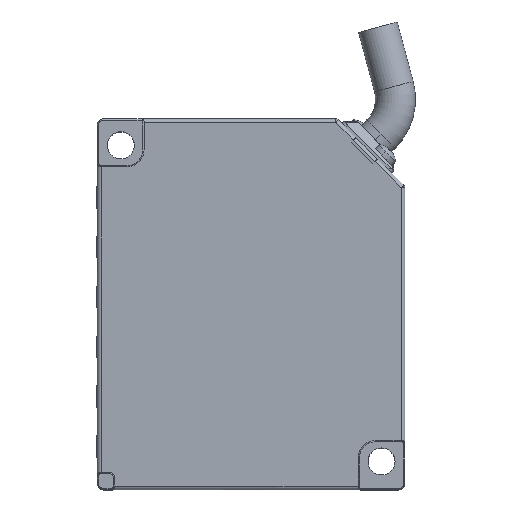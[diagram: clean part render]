
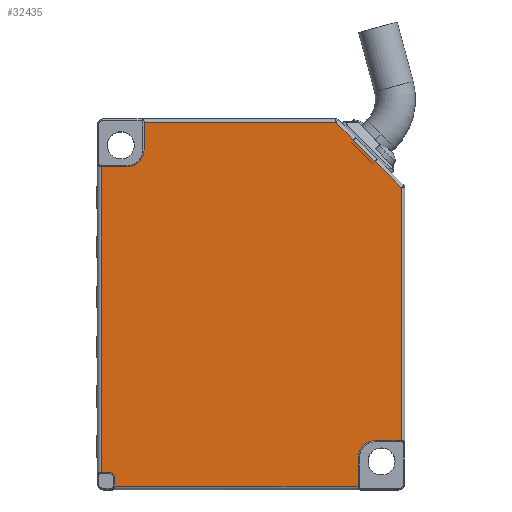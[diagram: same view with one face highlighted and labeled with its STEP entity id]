
A CAD part, top view. The second image highlights one B-rep face of the part: STEP entity #32435.
In plain terms, the highlighted planar face has unit normal (0, 0, 1).
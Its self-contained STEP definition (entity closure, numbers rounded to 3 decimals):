
#1124 = VERTEX_POINT ( 'NONE', #9157 ) ;
#1882 = VERTEX_POINT ( 'NONE', #24120 ) ;
#2933 = CARTESIAN_POINT ( 'NONE',  ( 69.226, 29.226, 22.2 ) ) ;
#4045 = ORIENTED_EDGE ( 'NONE', *, *, #42964, .F. ) ;
#4373 = ORIENTED_EDGE ( 'NONE', *, *, #53461, .T. ) ;
#4655 = CIRCLE ( 'NONE', #11732, 2.8 ) ;
#4931 = VECTOR ( 'NONE', #51938, 1000. ) ;
#5441 = VECTOR ( 'NONE', #25809, 1000. ) ;
#5914 = ORIENTED_EDGE ( 'NONE', *, *, #34807, .T. ) ;
#6226 = CARTESIAN_POINT ( 'NONE',  ( 4.8, 55.3, 22.2 ) ) ;
#6329 = LINE ( 'NONE', #45259, #48090 ) ;
#6457 = VERTEX_POINT ( 'NONE', #34949 ) ;
#6514 = DIRECTION ( 'NONE',  ( 0., 0., 1. ) ) ;
#7225 = VECTOR ( 'NONE', #25905, 1000. ) ;
#7839 = DIRECTION ( 'NONE',  ( -1., 0., 0. ) ) ;
#8461 = CARTESIAN_POINT ( 'NONE',  ( 45.2, 5.2, 22.2 ) ) ;
#9157 = CARTESIAN_POINT ( 'NONE',  ( 4.8, 52.5, 22.2 ) ) ;
#9241 = LINE ( 'NONE', #16984, #50340 ) ;
#9252 = LINE ( 'NONE', #38272, #20520 ) ;
#10121 = DIRECTION ( 'NONE',  ( 0., 1., 0. ) ) ;
#10346 = VERTEX_POINT ( 'NONE', #10680 ) ;
#10429 = ORIENTED_EDGE ( 'NONE', *, *, #34437, .T. ) ;
#10522 = LINE ( 'NONE', #22440, #4931 ) ;
#10677 = VERTEX_POINT ( 'NONE', #47916 ) ;
#10680 = CARTESIAN_POINT ( 'NONE',  ( 45.136, 53.315, 22.2 ) ) ;
#11732 = AXIS2_PLACEMENT_3D ( 'NONE', #8461, #46828, #25322 ) ;
#11929 = ORIENTED_EDGE ( 'NONE', *, *, #24867, .F. ) ;
#12409 = ORIENTED_EDGE ( 'NONE', *, *, #33424, .T. ) ;
#12607 = VECTOR ( 'NONE', #53701, 1000. ) ;
#12903 = VERTEX_POINT ( 'NONE', #21575 ) ;
#13092 = EDGE_CURVE ( 'NONE', #22382, #28858, #6329, .T. ) ;
#14448 = CARTESIAN_POINT ( 'NONE',  ( 45.136, 53.315, 22.2 ) ) ;
#14749 = LINE ( 'NONE', #35751, #7225 ) ;
#15019 = VERTEX_POINT ( 'NONE', #23905 ) ;
#15327 = CARTESIAN_POINT ( 'NONE',  ( 2.8, 2., 22.2 ) ) ;
#15834 = EDGE_CURVE ( 'NONE', #1124, #22382, #42838, .T. ) ;
#16139 = DIRECTION ( 'NONE',  ( -1., 0., 0. ) ) ;
#16265 = ORIENTED_EDGE ( 'NONE', *, *, #13092, .F. ) ;
#16485 = EDGE_CURVE ( 'NONE', #15019, #1124, #10522, .T. ) ;
#16569 = CARTESIAN_POINT ( 'NONE',  ( 0., 2.8, 22.2 ) ) ;
#16984 = CARTESIAN_POINT ( 'NONE',  ( 69.226, 29.226, 22.2 ) ) ;
#17243 = DIRECTION ( 'NONE',  ( 0., 0., -1. ) ) ;
#17625 = ORIENTED_EDGE ( 'NONE', *, *, #21116, .F. ) ;
#18675 = CARTESIAN_POINT ( 'NONE',  ( 45.2, 59.7, 22.2 ) ) ;
#18962 = DIRECTION ( 'NONE',  ( -1., 0., 0. ) ) ;
#19556 = LINE ( 'NONE', #44126, #38115 ) ;
#19800 = LINE ( 'NONE', #2933, #12607 ) ;
#20419 = ORIENTED_EDGE ( 'NONE', *, *, #40111, .F. ) ;
#20520 = VECTOR ( 'NONE', #38541, 1000. ) ;
#21085 = ORIENTED_EDGE ( 'NONE', *, *, #36687, .T. ) ;
#21116 = EDGE_CURVE ( 'NONE', #36092, #10346, #52246, .T. ) ;
#21575 = CARTESIAN_POINT ( 'NONE',  ( 2., 2.8, 22.2 ) ) ;
#21693 = CARTESIAN_POINT ( 'NONE',  ( 45.2, 8., 22.2 ) ) ;
#22382 = VERTEX_POINT ( 'NONE', #24041 ) ;
#22440 = CARTESIAN_POINT ( 'NONE',  ( 0., 52.5, 22.2 ) ) ;
#23373 = CARTESIAN_POINT ( 'NONE',  ( 7.6, 59.7, 22.2 ) ) ;
#23905 = CARTESIAN_POINT ( 'NONE',  ( 0.6, 52.5, 22.2 ) ) ;
#24041 = CARTESIAN_POINT ( 'NONE',  ( 7.6, 55.3, 22.2 ) ) ;
#24120 = CARTESIAN_POINT ( 'NONE',  ( 49.4, 49.051, 22.2 ) ) ;
#24503 = EDGE_LOOP ( 'NONE', ( #17625, #21085, #5914, #16265, #25096, #43986, #12409, #36374, #4045, #47738, #10429, #11929, #20419, #28356, #46842, #4373 ) ) ;
#24867 = EDGE_CURVE ( 'NONE', #37801, #47154, #14749, .T. ) ;
#24992 = CIRCLE ( 'NONE', #45222, 0.8 ) ;
#25096 = ORIENTED_EDGE ( 'NONE', *, *, #15834, .F. ) ;
#25322 = DIRECTION ( 'NONE',  ( -1., 0., 0. ) ) ;
#25554 = DIRECTION ( 'NONE',  ( -0.707, 0.707, 0. ) ) ;
#25809 = DIRECTION ( 'NONE',  ( 0., -1., 0. ) ) ;
#25905 = DIRECTION ( 'NONE',  ( 0., -1., 0. ) ) ;
#26571 = VECTOR ( 'NONE', #50227, 1000. ) ;
#28356 = ORIENTED_EDGE ( 'NONE', *, *, #28933, .F. ) ;
#28375 = LINE ( 'NONE', #45481, #5441 ) ;
#28858 = VERTEX_POINT ( 'NONE', #23373 ) ;
#28933 = EDGE_CURVE ( 'NONE', #53621, #47492, #9252, .T. ) ;
#29911 = CARTESIAN_POINT ( 'NONE',  ( 42.4, 5.2, 22.2 ) ) ;
#30564 = LINE ( 'NONE', #18675, #51131 ) ;
#30630 = EDGE_CURVE ( 'NONE', #53621, #1882, #43572, .T. ) ;
#31016 = DIRECTION ( 'NONE',  ( 0.707, -0.707, 0. ) ) ;
#31173 = DIRECTION ( 'NONE',  ( 1., 0., 0. ) ) ;
#32184 = DIRECTION ( 'NONE',  ( 0., 0., 1. ) ) ;
#32435 = ADVANCED_FACE ( 'NONE', ( #50634 ), #45414, .F. ) ;
#33424 = EDGE_CURVE ( 'NONE', #15019, #54644, #28375, .T. ) ;
#33811 = CARTESIAN_POINT ( 'NONE',  ( 0.6, 2.8, 22.2 ) ) ;
#34437 = EDGE_CURVE ( 'NONE', #10677, #47154, #19556, .T. ) ;
#34807 = EDGE_CURVE ( 'NONE', #6457, #28858, #30564, .T. ) ;
#34949 = CARTESIAN_POINT ( 'NONE',  ( 38.751, 59.7, 22.2 ) ) ;
#35751 = CARTESIAN_POINT ( 'NONE',  ( 42.4, 0., 22.2 ) ) ;
#35797 = AXIS2_PLACEMENT_3D ( 'NONE', #6226, #6514, #36078 ) ;
#36078 = DIRECTION ( 'NONE',  ( -1., 0., 0. ) ) ;
#36092 = VERTEX_POINT ( 'NONE', #45497 ) ;
#36313 = VECTOR ( 'NONE', #44110, 1000. ) ;
#36374 = ORIENTED_EDGE ( 'NONE', *, *, #50239, .F. ) ;
#36687 = EDGE_CURVE ( 'NONE', #36092, #6457, #9241, .T. ) ;
#37421 = CARTESIAN_POINT ( 'NONE',  ( 45.2, 5.2, 22.2 ) ) ;
#37439 = EDGE_CURVE ( 'NONE', #10677, #49342, #40501, .T. ) ;
#37801 = VERTEX_POINT ( 'NONE', #29911 ) ;
#38115 = VECTOR ( 'NONE', #31173, 1000. ) ;
#38272 = CARTESIAN_POINT ( 'NONE',  ( 0., 8., 22.2 ) ) ;
#38541 = DIRECTION ( 'NONE',  ( -1., 0., 0. ) ) ;
#39029 = AXIS2_PLACEMENT_3D ( 'NONE', #37421, #17243, #7839 ) ;
#40111 = EDGE_CURVE ( 'NONE', #47492, #37801, #4655, .T. ) ;
#40501 = LINE ( 'NONE', #47953, #42430 ) ;
#40854 = DIRECTION ( 'NONE',  ( 0., 1., 0. ) ) ;
#42430 = VECTOR ( 'NONE', #10121, 1000. ) ;
#42838 = CIRCLE ( 'NONE', #35797, 2.8 ) ;
#42964 = EDGE_CURVE ( 'NONE', #49342, #12903, #24992, .T. ) ;
#43485 = CARTESIAN_POINT ( 'NONE',  ( 49.4, 8., 22.2 ) ) ;
#43572 = LINE ( 'NONE', #53457, #36313 ) ;
#43986 = ORIENTED_EDGE ( 'NONE', *, *, #16485, .F. ) ;
#44110 = DIRECTION ( 'NONE',  ( 0., 1., 0. ) ) ;
#44126 = CARTESIAN_POINT ( 'NONE',  ( 45.2, 0.6, 22.2 ) ) ;
#45222 = AXIS2_PLACEMENT_3D ( 'NONE', #49003, #32184, #16139 ) ;
#45259 = CARTESIAN_POINT ( 'NONE',  ( 7.6, 0., 22.2 ) ) ;
#45414 = PLANE ( 'NONE',  #39029 ) ;
#45481 = CARTESIAN_POINT ( 'NONE',  ( 0.6, 5.2, 22.2 ) ) ;
#45497 = CARTESIAN_POINT ( 'NONE',  ( 41.601, 56.851, 22.2 ) ) ;
#46828 = DIRECTION ( 'NONE',  ( 0., 0., 1. ) ) ;
#46842 = ORIENTED_EDGE ( 'NONE', *, *, #30630, .T. ) ;
#47154 = VERTEX_POINT ( 'NONE', #53745 ) ;
#47492 = VERTEX_POINT ( 'NONE', #21693 ) ;
#47738 = ORIENTED_EDGE ( 'NONE', *, *, #37439, .F. ) ;
#47916 = CARTESIAN_POINT ( 'NONE',  ( 2.8, 0.6, 22.2 ) ) ;
#47953 = CARTESIAN_POINT ( 'NONE',  ( 2.8, 0., 22.2 ) ) ;
#48090 = VECTOR ( 'NONE', #40854, 1000. ) ;
#49003 = CARTESIAN_POINT ( 'NONE',  ( 2., 2., 22.2 ) ) ;
#49342 = VERTEX_POINT ( 'NONE', #15327 ) ;
#50098 = VECTOR ( 'NONE', #31016, 1000. ) ;
#50227 = DIRECTION ( 'NONE',  ( -1., 0., 0. ) ) ;
#50239 = EDGE_CURVE ( 'NONE', #12903, #54644, #54357, .T. ) ;
#50340 = VECTOR ( 'NONE', #25554, 1000. ) ;
#50634 = FACE_OUTER_BOUND ( 'NONE', #24503, .T. ) ;
#51131 = VECTOR ( 'NONE', #18962, 1000. ) ;
#51938 = DIRECTION ( 'NONE',  ( 1., 0., 0. ) ) ;
#52246 = LINE ( 'NONE', #14448, #50098 ) ;
#53457 = CARTESIAN_POINT ( 'NONE',  ( 49.4, 5.2, 22.2 ) ) ;
#53461 = EDGE_CURVE ( 'NONE', #1882, #10346, #19800, .T. ) ;
#53621 = VERTEX_POINT ( 'NONE', #43485 ) ;
#53701 = DIRECTION ( 'NONE',  ( -0.707, 0.707, 0. ) ) ;
#53745 = CARTESIAN_POINT ( 'NONE',  ( 42.4, 0.6, 22.2 ) ) ;
#54357 = LINE ( 'NONE', #16569, #26571 ) ;
#54644 = VERTEX_POINT ( 'NONE', #33811 ) ;
